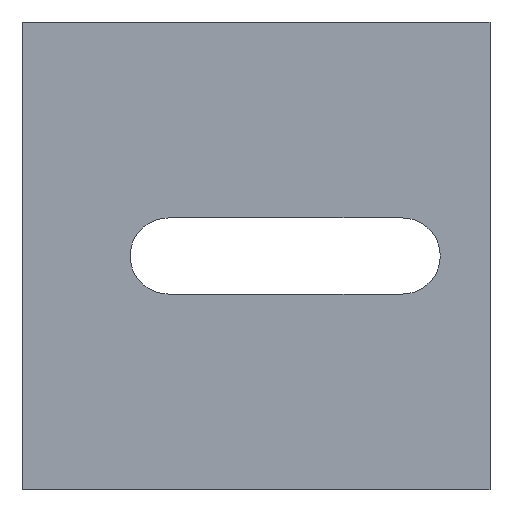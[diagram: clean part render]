
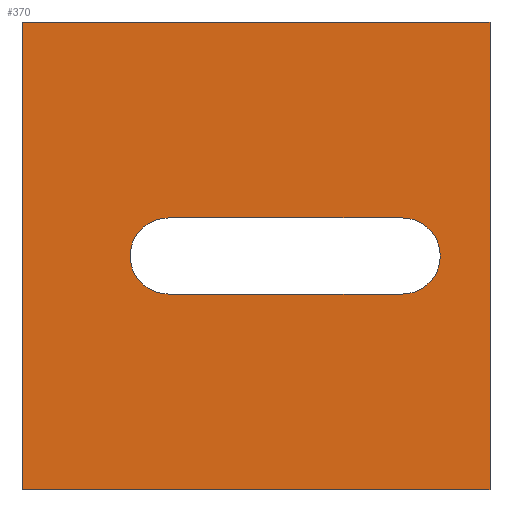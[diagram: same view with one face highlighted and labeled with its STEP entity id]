
A CAD part, front view. The second image highlights one B-rep face of the part: STEP entity #370.
In plain terms, the highlighted planar face has unit normal (0, -1, 0).
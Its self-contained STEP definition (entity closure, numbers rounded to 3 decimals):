
#73=CARTESIAN_POINT('',(27.5,-5.,3.25));
#74=VERTEX_POINT('',#73);
#75=CARTESIAN_POINT('',(27.5,-5.,-3.25));
#76=VERTEX_POINT('',#75);
#77=CARTESIAN_POINT('',(27.5,-5.0,0.0));
#78=DIRECTION('',(0.0,1.0,0.0));
#79=DIRECTION('',(0.0,0.0,1.0));
#80=AXIS2_PLACEMENT_3D('',#77,#78,#79);
#81=CIRCLE('',#80,3.25);
#82=EDGE_CURVE('',#74,#76,#81,.T.);
#115=CARTESIAN_POINT('',(7.5,-5.,-3.25));
#116=VERTEX_POINT('',#115);
#117=CARTESIAN_POINT('',(27.5,-5.0,-3.25));
#118=DIRECTION('',(-1.0,0.0,0.0));
#119=VECTOR('',#118,20.);
#120=LINE('',#117,#119);
#121=EDGE_CURVE('',#76,#116,#120,.T.);
#146=CARTESIAN_POINT('',(7.5,-5.,3.25));
#147=VERTEX_POINT('',#146);
#148=CARTESIAN_POINT('',(7.5,-5.,0.0));
#149=DIRECTION('',(0.0,1.0,0.0));
#150=DIRECTION('',(0.0,0.0,-1.0));
#151=AXIS2_PLACEMENT_3D('',#148,#149,#150);
#152=CIRCLE('',#151,3.25);
#153=EDGE_CURVE('',#116,#147,#152,.T.);
#179=CARTESIAN_POINT('',(7.5,-5.,3.25));
#180=DIRECTION('',(1.0,0.0,0.0));
#181=VECTOR('',#180,20.0);
#182=LINE('',#179,#181);
#183=EDGE_CURVE('',#147,#74,#182,.T.);
#255=CARTESIAN_POINT('',(35.,-5.,-20.0));
#256=VERTEX_POINT('',#255);
#263=CARTESIAN_POINT('',(-5.,-5.,-20.0));
#264=VERTEX_POINT('',#263);
#265=CARTESIAN_POINT('',(-5.,-5.,-20.0));
#266=DIRECTION('',(1.0,0.0,0.0));
#267=VECTOR('',#266,40.0);
#268=LINE('',#265,#267);
#269=EDGE_CURVE('',#264,#256,#268,.T.);
#322=CARTESIAN_POINT('',(35.,-5.,20.0));
#323=VERTEX_POINT('',#322);
#330=CARTESIAN_POINT('',(35.,-5.,-20.0));
#331=DIRECTION('',(0.0,0.0,1.0));
#332=VECTOR('',#331,40.0);
#333=LINE('',#330,#332);
#334=EDGE_CURVE('',#256,#323,#333,.T.);
#341=CARTESIAN_POINT('',(35.,-5.,0.0));
#342=DIRECTION('',(0.0,-1.0,0.0));
#343=DIRECTION('',(0.0,0.0,-1.0));
#344=AXIS2_PLACEMENT_3D('',#341,#342,#343);
#345=PLANE('',#344);
#346=CARTESIAN_POINT('',(-5.,-5.,20.0));
#347=VERTEX_POINT('',#346);
#348=CARTESIAN_POINT('',(35.0,-5.,20.0));
#349=DIRECTION('',(-1.0,0.0,0.0));
#350=VECTOR('',#349,40.0);
#351=LINE('',#348,#350);
#352=EDGE_CURVE('',#323,#347,#351,.T.);
#353=ORIENTED_EDGE('',*,*,#352,.T.);
#354=CARTESIAN_POINT('',(-5.,-5.,-20.0));
#355=DIRECTION('',(0.0,0.0,1.0));
#356=VECTOR('',#355,40.0);
#357=LINE('',#354,#356);
#358=EDGE_CURVE('',#264,#347,#357,.T.);
#359=ORIENTED_EDGE('',*,*,#358,.F.);
#360=ORIENTED_EDGE('',*,*,#269,.T.);
#361=ORIENTED_EDGE('',*,*,#334,.T.);
#362=EDGE_LOOP('',(#353,#359,#360,#361));
#363=FACE_OUTER_BOUND('',#362,.T.);
#364=ORIENTED_EDGE('',*,*,#82,.T.);
#365=ORIENTED_EDGE('',*,*,#121,.T.);
#366=ORIENTED_EDGE('',*,*,#153,.T.);
#367=ORIENTED_EDGE('',*,*,#183,.T.);
#368=EDGE_LOOP('',(#364,#365,#366,#367));
#369=FACE_BOUND('',#368,.T.);
#370=ADVANCED_FACE('',(#363,#369),#345,.T.);
